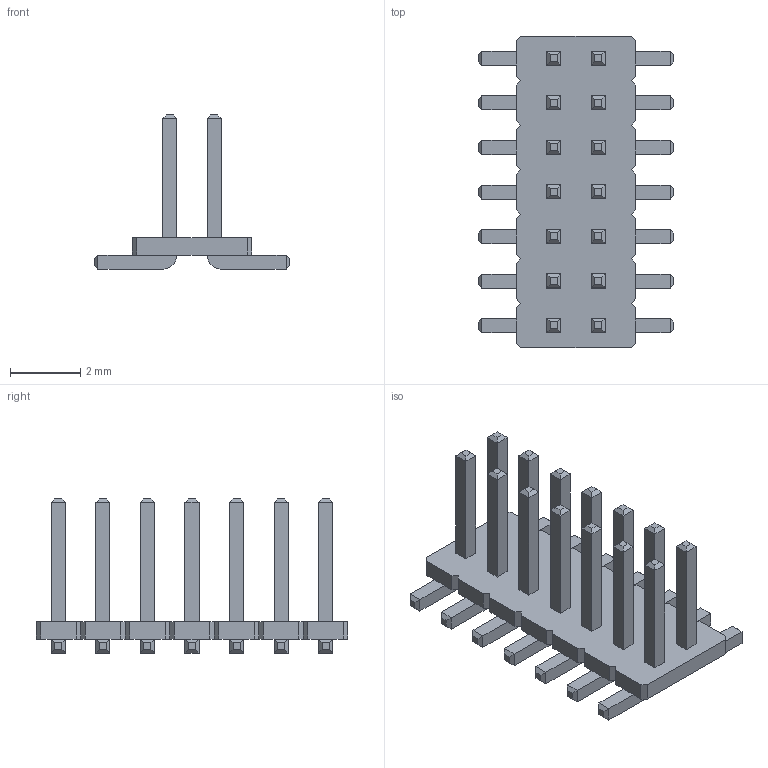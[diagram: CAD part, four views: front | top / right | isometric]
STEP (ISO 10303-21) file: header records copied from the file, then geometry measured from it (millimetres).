
FILE_DESCRIPTION(/* description */ ('model of PinHeader_2x07_P1.27mm_Vertical_SMD'),/* implementation_level */ '2;1');
FILE_NAME(/* name */ 'PinHeader_2x07_P1.27mm_Vertical_SMD.step',/* time_stamp */ '2017-12-02T02:53:10',/* author */ ('kicad StepUp','ksu'),/* organization */ ('FreeCAD'),/* preprocessor_version */ 'OCC',/* originating_system */ 'kicad StepUp',/* authorisation */ '');
FILE_SCHEMA(('AUTOMOTIVE_DESIGN_CC2 { 1 2 10303 214 -1 1 5 4 }'));
Length unit declared in the file: millimetre
Products named in the file (1): PinHeader_2x07_P127mm_Vertical_SMD
Bounding box: 5.57 x 8.89 x 4.4 mm (x, y, z)
Volume: 27.7 mm3; surface area: 189.1 mm2
Topology: 1 solids, 1 shells, 312 faces, 776 edges, 480 vertices
Faces by surface type: plane 298, cylinder 14
Entity records: 11149 total; most frequent: CARTESIAN_POINT 1569, ORIENTED_EDGE 1552, DIRECTION 1430, EDGE_CURVE 776, LINE 748, VECTOR 748, VERTEX_POINT 480, AXIS2_PLACEMENT_3D 341
